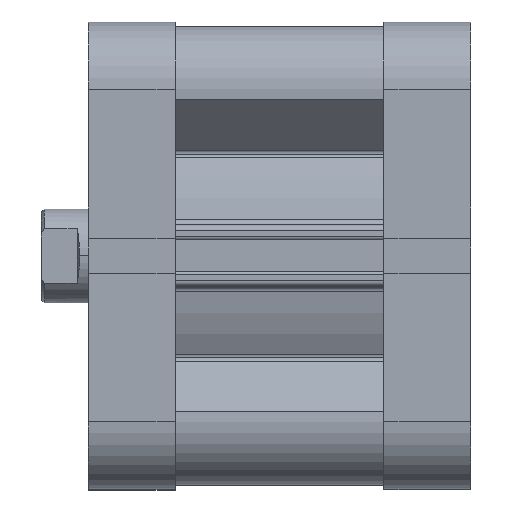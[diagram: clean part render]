
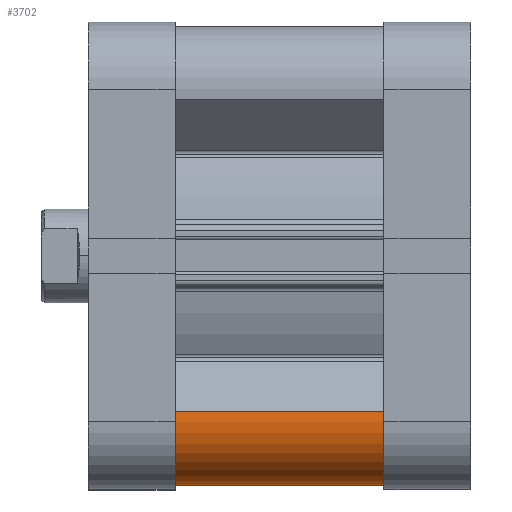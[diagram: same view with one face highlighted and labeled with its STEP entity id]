
A CAD part, top view. The second image highlights one B-rep face of the part: STEP entity #3702.
In plain terms, the highlighted cylindrical face has radius 10.75 mm (diameter 21.5 mm), a partial arc.
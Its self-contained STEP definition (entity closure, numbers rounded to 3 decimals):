
#62 = CARTESIAN_POINT ( 'NONE',  ( 26.479, -38.853, 0. ) ) ;
#135 = VERTEX_POINT ( 'NONE', #243 ) ;
#243 = CARTESIAN_POINT ( 'NONE',  ( 38.853, -26.479, 35.5 ) ) ;
#250 = CARTESIAN_POINT ( 'NONE',  ( 26.479, -38.853, 35.5 ) ) ;
#284 = VERTEX_POINT ( 'NONE', #250 ) ;
#515 = ORIENTED_EDGE ( 'NONE', *, *, #6233, .T. ) ;
#516 = ORIENTED_EDGE ( 'NONE', *, *, #6069, .F. ) ;
#517 = ORIENTED_EDGE ( 'NONE', *, *, #6226, .F. ) ;
#518 = ORIENTED_EDGE ( 'NONE', *, *, #6178, .T. ) ;
#1117 = EDGE_LOOP ( 'NONE', ( #518, #517, #516, #515 ) ) ;
#1738 = VERTEX_POINT ( 'NONE', #62 ) ;
#2580 = VERTEX_POINT ( 'NONE', #4284 ) ;
#3202 = AXIS2_PLACEMENT_3D ( 'NONE', #7456, #7455, #7454 ) ;
#3580 = AXIS2_PLACEMENT_3D ( 'NONE', #8953, #8962, #8963 ) ;
#3645 = AXIS2_PLACEMENT_3D ( 'NONE', #9222, #9230, #9231 ) ;
#3702 = ADVANCED_FACE ( 'NONE', ( #6586 ), #6589, .T. ) ;
#4284 = CARTESIAN_POINT ( 'NONE',  ( 38.853, -26.479, 0. ) ) ;
#6069 = EDGE_CURVE ( 'NONE', #284, #135, #9654, .T. ) ;
#6178 = EDGE_CURVE ( 'NONE', #1738, #2580, #9821, .T. ) ;
#6226 = EDGE_CURVE ( 'NONE', #135, #2580, #9896, .T. ) ;
#6233 = EDGE_CURVE ( 'NONE', #284, #1738, #9910, .T. ) ;
#6586 = FACE_OUTER_BOUND ( 'NONE', #1117, .T. ) ;
#6589 = CYLINDRICAL_SURFACE ( 'NONE', #3202, 10.75 ) ;
#7454 = DIRECTION ( 'NONE',  ( -1., 0., 0. ) ) ;
#7455 = DIRECTION ( 'NONE',  ( 0., 0., -1. ) ) ;
#7456 = CARTESIAN_POINT ( 'NONE',  ( 28.25, -28.25, 35.5 ) ) ;
#8953 = CARTESIAN_POINT ( 'NONE',  ( 28.25, -28.25, 35.5 ) ) ;
#8962 = DIRECTION ( 'NONE',  ( 0., 0., 1. ) ) ;
#8963 = DIRECTION ( 'NONE',  ( -1., 0., 0. ) ) ;
#9222 = CARTESIAN_POINT ( 'NONE',  ( 28.25, -28.25, 0. ) ) ;
#9230 = DIRECTION ( 'NONE',  ( 0., 0., 1. ) ) ;
#9231 = DIRECTION ( 'NONE',  ( -1., 0., 0. ) ) ;
#9346 = CARTESIAN_POINT ( 'NONE',  ( 38.853, -26.479, 35.5 ) ) ;
#9347 = DIRECTION ( 'NONE',  ( 0., 0., -1. ) ) ;
#9360 = CARTESIAN_POINT ( 'NONE',  ( 26.479, -38.853, 35.5 ) ) ;
#9361 = DIRECTION ( 'NONE',  ( 0., 0., -1. ) ) ;
#9654 = CIRCLE ( 'NONE', #3580, 10.75 ) ;
#9821 = CIRCLE ( 'NONE', #3645, 10.75 ) ;
#9896 = LINE ( 'NONE', #9346, #9897 ) ;
#9897 = VECTOR ( 'NONE', #9347, 1000. ) ;
#9910 = LINE ( 'NONE', #9360, #9911 ) ;
#9911 = VECTOR ( 'NONE', #9361, 1000. ) ;
